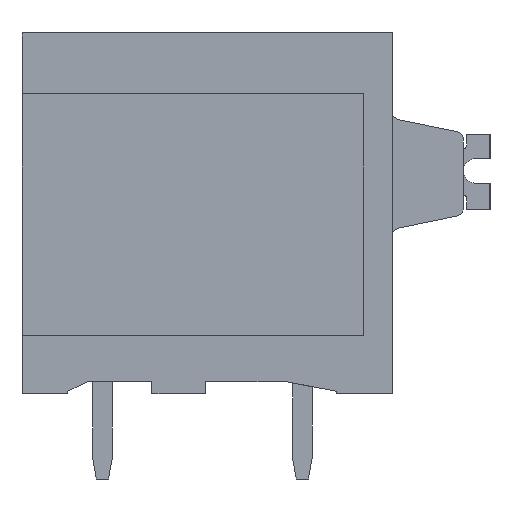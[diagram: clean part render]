
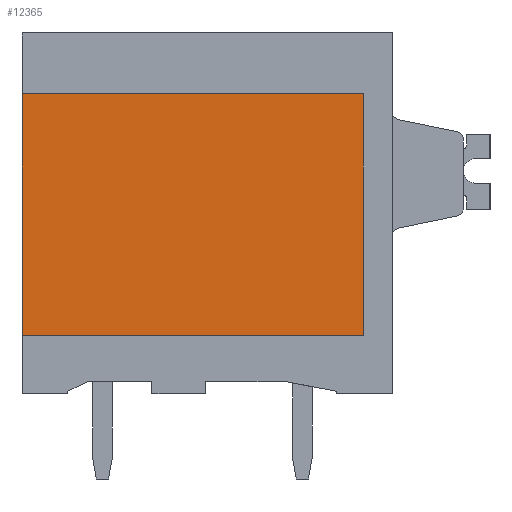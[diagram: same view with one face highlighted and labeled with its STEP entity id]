
A CAD part, left-side view. The second image highlights one B-rep face of the part: STEP entity #12365.
In plain terms, the highlighted planar face has unit normal (-1, 0, 0).
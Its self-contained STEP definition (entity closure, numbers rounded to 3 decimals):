
#5106=AXIS2_PLACEMENT_3D('Plane Axis2P3D',#5103,#5104,#5105) ;
#5103=CARTESIAN_POINT('Axis2P3D Location',(1.1,0.,0.)) ;
#12235=CARTESIAN_POINT('Vertex',(1.1,19.2,5.9)) ;
#12238=CARTESIAN_POINT('Line Origine',(1.1,19.2,10.85)) ;
#12242=CARTESIAN_POINT('Vertex',(1.1,19.2,15.8)) ;
#12315=CARTESIAN_POINT('Vertex',(1.1,5.2,5.9)) ;
#12318=CARTESIAN_POINT('Line Origine',(1.1,12.2,5.9)) ;
#12339=CARTESIAN_POINT('Vertex',(1.1,5.2,15.8)) ;
#12342=CARTESIAN_POINT('Line Origine',(1.1,5.2,10.85)) ;
#12354=CARTESIAN_POINT('Line Origine',(1.1,12.2,15.8)) ;
#5104=DIRECTION('Axis2P3D Direction',(-1.,0.,0.)) ;
#5105=DIRECTION('Axis2P3D XDirection',(0.,-1.,0.)) ;
#12239=DIRECTION('Vector Direction',(0.,0.,1.)) ;
#12319=DIRECTION('Vector Direction',(0.,1.,0.)) ;
#12343=DIRECTION('Vector Direction',(0.,0.,1.)) ;
#12355=DIRECTION('Vector Direction',(0.,1.,0.)) ;
#12240=VECTOR('Line Direction',#12239,1.) ;
#12320=VECTOR('Line Direction',#12319,1.) ;
#12344=VECTOR('Line Direction',#12343,1.) ;
#12356=VECTOR('Line Direction',#12355,1.) ;
#12360=ORIENTED_EDGE('',*,*,#12322,.F.) ;
#12361=ORIENTED_EDGE('',*,*,#12346,.T.) ;
#12362=ORIENTED_EDGE('',*,*,#12358,.T.) ;
#12363=ORIENTED_EDGE('',*,*,#12244,.F.) ;
#12365=ADVANCED_FACE('_LMF 5.08/12/90 3.5SN OR BX 1330820000',(#12364),#5107,.T.) ;
#12244=EDGE_CURVE('',#12236,#12243,#12241,.T.) ;
#12322=EDGE_CURVE('',#12316,#12236,#12321,.T.) ;
#12346=EDGE_CURVE('',#12316,#12340,#12345,.T.) ;
#12358=EDGE_CURVE('',#12340,#12243,#12357,.T.) ;
#12359=EDGE_LOOP('',(#12360,#12361,#12362,#12363)) ;
#12364=FACE_OUTER_BOUND('',#12359,.T.) ;
#12241=LINE('Line',#12238,#12240) ;
#12321=LINE('Line',#12318,#12320) ;
#12345=LINE('Line',#12342,#12344) ;
#12357=LINE('Line',#12354,#12356) ;
#5107=PLANE('',#5106) ;
#12236=VERTEX_POINT('',#12235) ;
#12243=VERTEX_POINT('',#12242) ;
#12316=VERTEX_POINT('',#12315) ;
#12340=VERTEX_POINT('',#12339) ;
